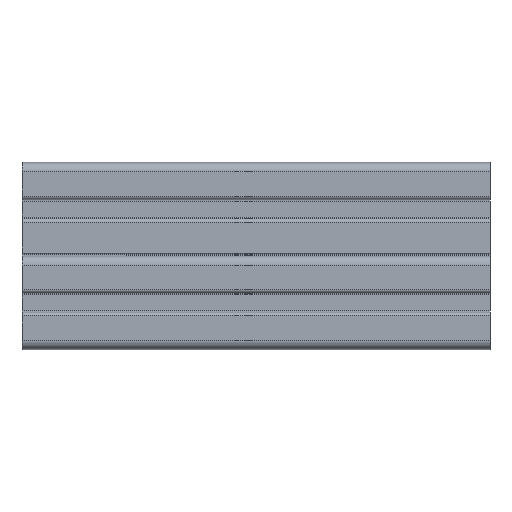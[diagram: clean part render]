
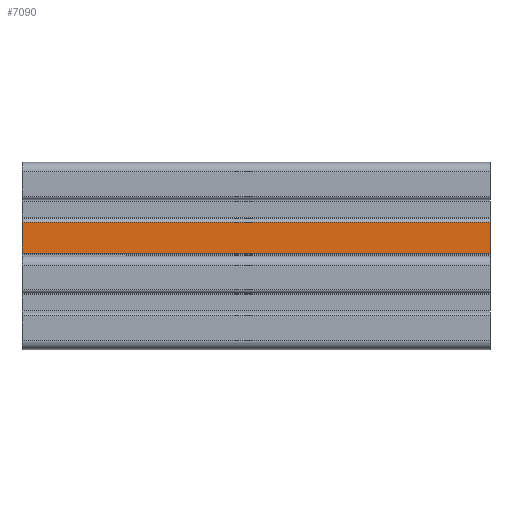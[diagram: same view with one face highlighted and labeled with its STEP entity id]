
A CAD part, left-side view. The second image highlights one B-rep face of the part: STEP entity #7090.
In plain terms, the highlighted planar face has unit normal (-1, 0, 0).
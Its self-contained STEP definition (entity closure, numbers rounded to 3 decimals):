
#756 = AXIS2_PLACEMENT_3D ( 'NONE', #7845, #4794, #8034 ) ;
#852 = CARTESIAN_POINT ( 'NONE',  ( 0., 0., 14.4 ) ) ;
#1071 = VERTEX_POINT ( 'NONE', #8818 ) ;
#1236 = PLANE ( 'NONE',  #756 ) ;
#2787 = VERTEX_POINT ( 'NONE', #4257 ) ;
#3286 = CARTESIAN_POINT ( 'NONE',  ( 0., 0., 1.22 ) ) ;
#3445 = DIRECTION ( 'NONE',  ( 0., -1., 0. ) ) ;
#3998 = ORIENTED_EDGE ( 'NONE', *, *, #7309, .T. ) ;
#4112 = LINE ( 'NONE', #8214, #8455 ) ;
#4257 = CARTESIAN_POINT ( 'NONE',  ( 0., 200., 1.22 ) ) ;
#4794 = DIRECTION ( 'NONE',  ( -1., 0., 0. ) ) ;
#5713 = DIRECTION ( 'NONE',  ( 0., 0., 1. ) ) ;
#5825 = DIRECTION ( 'NONE',  ( 0., -1., 0. ) ) ;
#5837 = LINE ( 'NONE', #6037, #10583 ) ;
#6037 = CARTESIAN_POINT ( 'NONE',  ( 0., 200., 0. ) ) ;
#6126 = VECTOR ( 'NONE', #5825, 1000. ) ;
#6516 = CARTESIAN_POINT ( 'NONE',  ( 0., 0., 1.22 ) ) ;
#6892 = EDGE_CURVE ( 'NONE', #2787, #1071, #5837, .T. ) ;
#7055 = LINE ( 'NONE', #852, #6126 ) ;
#7090 = ADVANCED_FACE ( 'NONE', ( #9754 ), #1236, .T. ) ;
#7309 = EDGE_CURVE ( 'NONE', #9308, #10623, #4112, .T. ) ;
#7845 = CARTESIAN_POINT ( 'NONE',  ( 0., 0., 1.22 ) ) ;
#7969 = ORIENTED_EDGE ( 'NONE', *, *, #6892, .F. ) ;
#8034 = DIRECTION ( 'NONE',  ( 0., 0., 1. ) ) ;
#8214 = CARTESIAN_POINT ( 'NONE',  ( 0., 0., 1.22 ) ) ;
#8455 = VECTOR ( 'NONE', #5713, 1000. ) ;
#8496 = LINE ( 'NONE', #3286, #9942 ) ;
#8644 = DIRECTION ( 'NONE',  ( 0., 0., 1. ) ) ;
#8818 = CARTESIAN_POINT ( 'NONE',  ( 0., 200., 14.4 ) ) ;
#8985 = CARTESIAN_POINT ( 'NONE',  ( 0., 0., 14.4 ) ) ;
#9308 = VERTEX_POINT ( 'NONE', #6516 ) ;
#9427 = ORIENTED_EDGE ( 'NONE', *, *, #9746, .T. ) ;
#9738 = ORIENTED_EDGE ( 'NONE', *, *, #9755, .F. ) ;
#9746 = EDGE_CURVE ( 'NONE', #2787, #9308, #8496, .T. ) ;
#9754 = FACE_OUTER_BOUND ( 'NONE', #10863, .T. ) ;
#9755 = EDGE_CURVE ( 'NONE', #1071, #10623, #7055, .T. ) ;
#9942 = VECTOR ( 'NONE', #3445, 1000. ) ;
#10583 = VECTOR ( 'NONE', #8644, 1000. ) ;
#10623 = VERTEX_POINT ( 'NONE', #8985 ) ;
#10863 = EDGE_LOOP ( 'NONE', ( #3998, #9738, #7969, #9427 ) ) ;
